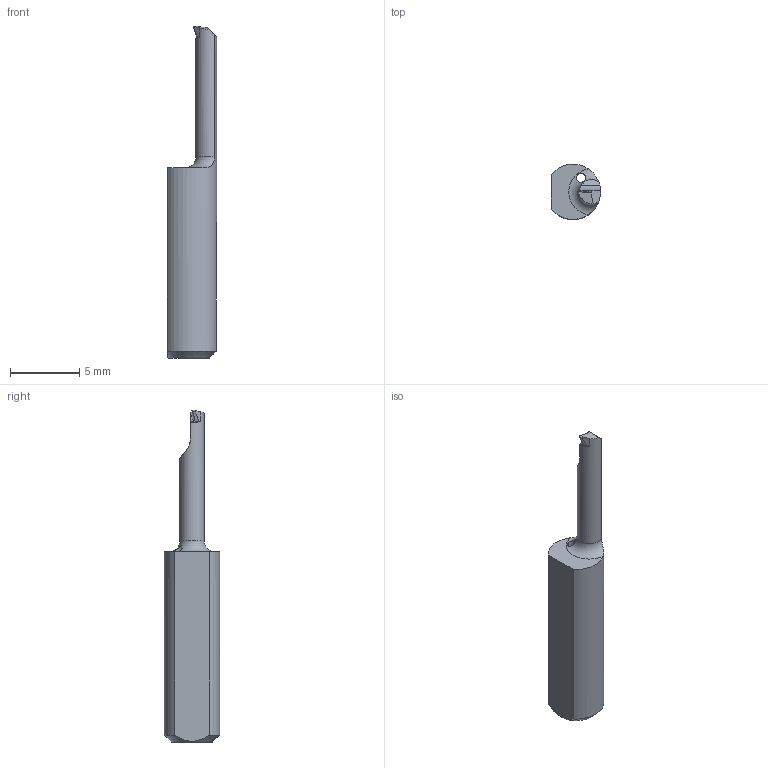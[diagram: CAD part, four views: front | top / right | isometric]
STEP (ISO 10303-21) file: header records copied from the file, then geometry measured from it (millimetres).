
FILE_DESCRIPTION (( 'STEP AP203' ), '1' );
FILE_NAME ('LP50.2-10.step', '2024-06-27T07:16:13', ( '' ), ( '' ), 'SwSTEP 2.0', 'SolidWorks 2022', '' );
FILE_SCHEMA (( 'CONFIG_CONTROL_DESIGN' ));
Length unit declared in the file: millimetre
Products named in the file (1): LP50.2-10
Bounding box: 3.55 x 4 x 24 mm (x, y, z)
Volume: 175.7 mm3; surface area: 266.5 mm2
Topology: 1 solids, 1 shells, 23 faces, 67 edges, 45 vertices
Faces by surface type: plane 11, cylinder 8, torus 3, cone 1
Entity records: 949 total; most frequent: CARTESIAN_POINT 322, ORIENTED_EDGE 130, DIRECTION 96, EDGE_CURVE 65, VERTEX_POINT 44, AXIS2_PLACEMENT_3D 37, EDGE_LOOP 25, ADVANCED_FACE 23
